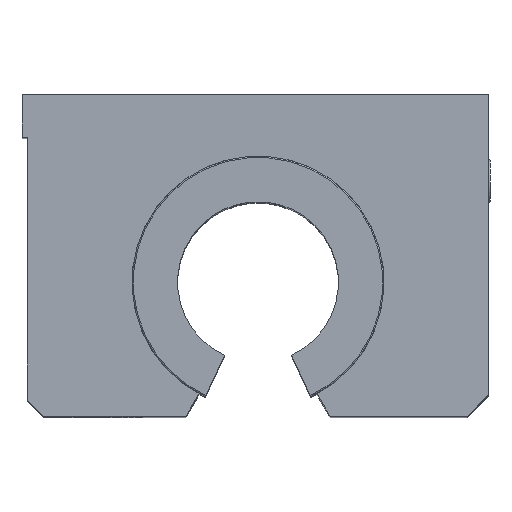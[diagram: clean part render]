
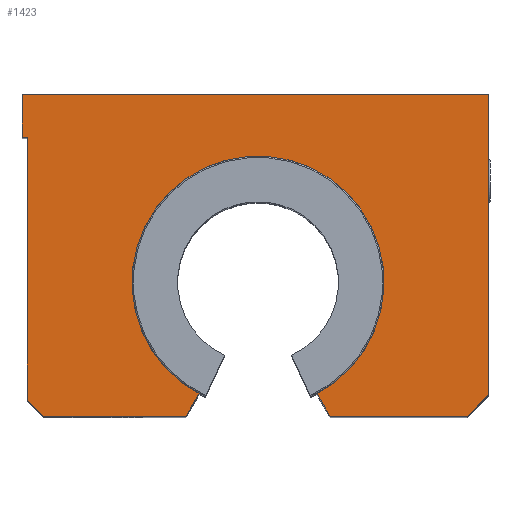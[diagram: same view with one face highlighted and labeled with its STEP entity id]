
A CAD part, top view. The second image highlights one B-rep face of the part: STEP entity #1423.
In plain terms, the highlighted planar face has unit normal (0, 0, 1).
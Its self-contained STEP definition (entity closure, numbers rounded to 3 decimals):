
#109=PLANE('',#1622);
#184=FACE_OUTER_BOUND('',#288,.T.);
#288=EDGE_LOOP('',(#1223,#1224,#1225,#1226,#1227,#1228,#1229,#1230,#1231,
#1232,#1233,#1234));
#336=LINE('',#2262,#455);
#344=LINE('',#2278,#463);
#365=LINE('',#2323,#484);
#368=LINE('',#2331,#487);
#375=LINE('',#2346,#494);
#380=LINE('',#2355,#499);
#384=LINE('',#2364,#503);
#386=LINE('',#2369,#505);
#399=LINE('',#2506,#518);
#402=LINE('',#2513,#521);
#403=LINE('',#2515,#522);
#455=VECTOR('',#1814,10.);
#463=VECTOR('',#1826,10.);
#484=VECTOR('',#1859,10.);
#487=VECTOR('',#1866,10.);
#494=VECTOR('',#1877,10.);
#499=VECTOR('',#1884,10.);
#503=VECTOR('',#1894,10.);
#505=VECTOR('',#1900,10.);
#518=VECTOR('',#1973,10.);
#521=VECTOR('',#1982,10.);
#522=VECTOR('',#1985,10.);
#596=CIRCLE('',#1619,23.5);
#654=VERTEX_POINT('',#2260);
#655=VERTEX_POINT('',#2261);
#661=VERTEX_POINT('',#2277);
#678=VERTEX_POINT('',#2320);
#679=VERTEX_POINT('',#2322);
#682=VERTEX_POINT('',#2330);
#686=VERTEX_POINT('',#2342);
#688=VERTEX_POINT('',#2345);
#690=VERTEX_POINT('',#2351);
#693=VERTEX_POINT('',#2362);
#712=VERTEX_POINT('',#2505);
#713=VERTEX_POINT('',#2509);
#803=EDGE_CURVE('',#654,#655,#336,.T.);
#811=EDGE_CURVE('',#655,#661,#344,.T.);
#833=EDGE_CURVE('',#678,#679,#365,.T.);
#837=EDGE_CURVE('',#679,#682,#368,.T.);
#844=EDGE_CURVE('',#686,#688,#375,.T.);
#849=EDGE_CURVE('',#688,#690,#380,.T.);
#854=EDGE_CURVE('',#693,#654,#384,.T.);
#857=EDGE_CURVE('',#682,#686,#386,.T.);
#887=EDGE_CURVE('',#661,#712,#399,.T.);
#889=EDGE_CURVE('',#712,#713,#596,.T.);
#891=EDGE_CURVE('',#713,#678,#402,.T.);
#892=EDGE_CURVE('',#690,#693,#403,.T.);
#1223=ORIENTED_EDGE('',*,*,#803,.F.);
#1224=ORIENTED_EDGE('',*,*,#854,.F.);
#1225=ORIENTED_EDGE('',*,*,#892,.F.);
#1226=ORIENTED_EDGE('',*,*,#849,.F.);
#1227=ORIENTED_EDGE('',*,*,#844,.F.);
#1228=ORIENTED_EDGE('',*,*,#857,.F.);
#1229=ORIENTED_EDGE('',*,*,#837,.F.);
#1230=ORIENTED_EDGE('',*,*,#833,.F.);
#1231=ORIENTED_EDGE('',*,*,#891,.F.);
#1232=ORIENTED_EDGE('',*,*,#889,.F.);
#1233=ORIENTED_EDGE('',*,*,#887,.F.);
#1234=ORIENTED_EDGE('',*,*,#811,.F.);
#1423=ADVANCED_FACE('',(#184),#109,.T.);
#1619=AXIS2_PLACEMENT_3D('',#2510,#1977,#1978);
#1622=AXIS2_PLACEMENT_3D('',#2516,#1986,#1987);
#1814=DIRECTION('',(-0.707,-0.707,0.));
#1826=DIRECTION('',(-1.,0.,0.));
#1859=DIRECTION('',(-1.,0.,0.));
#1866=DIRECTION('',(-0.707,0.707,0.));
#1877=DIRECTION('',(-1.,0.,0.));
#1884=DIRECTION('',(0.,1.,0.));
#1894=DIRECTION('',(0.,-1.,0.));
#1900=DIRECTION('',(0.,1.,0.));
#1973=DIRECTION('',(-0.5,0.866,0.));
#1977=DIRECTION('center_axis',(0.,0.,1.));
#1978=DIRECTION('ref_axis',(0.468,-0.884,0.));
#1982=DIRECTION('',(-0.5,-0.866,0.));
#1985=DIRECTION('',(1.,0.,0.));
#1986=DIRECTION('center_axis',(0.,0.,1.));
#1987=DIRECTION('ref_axis',(1.,0.,0.));
#2260=CARTESIAN_POINT('',(43.,-26.,76.));
#2261=CARTESIAN_POINT('',(39.,-30.,76.));
#2262=CARTESIAN_POINT('',(37.834,-31.166,76.));
#2277=CARTESIAN_POINT('',(13.444,-30.,76.));
#2278=CARTESIAN_POINT('',(43.,-30.,76.));
#2320=CARTESIAN_POINT('',(-13.444,-30.,76.));
#2322=CARTESIAN_POINT('',(-40.,-30.,76.));
#2323=CARTESIAN_POINT('',(-13.444,-30.,76.));
#2330=CARTESIAN_POINT('',(-43.,-27.,76.));
#2331=CARTESIAN_POINT('',(-38.334,-31.666,76.));
#2342=CARTESIAN_POINT('',(-43.,22.,76.));
#2345=CARTESIAN_POINT('',(-44.,22.,76.));
#2346=CARTESIAN_POINT('',(-43.,22.,76.));
#2351=CARTESIAN_POINT('',(-44.,30.,76.));
#2355=CARTESIAN_POINT('',(-44.,22.,76.));
#2362=CARTESIAN_POINT('',(43.,30.,76.));
#2364=CARTESIAN_POINT('',(43.,30.,76.));
#2369=CARTESIAN_POINT('',(-43.,-30.,76.));
#2505=CARTESIAN_POINT('',(11.,-25.767,76.));
#2506=CARTESIAN_POINT('',(13.444,-30.,76.));
#2509=CARTESIAN_POINT('',(-11.,-25.767,76.));
#2510=CARTESIAN_POINT('Origin',(0.,-5.,76.));
#2513=CARTESIAN_POINT('',(-11.,-25.767,76.));
#2515=CARTESIAN_POINT('',(-43.,30.,76.));
#2516=CARTESIAN_POINT('Origin',(0.,0.334,
76.));
